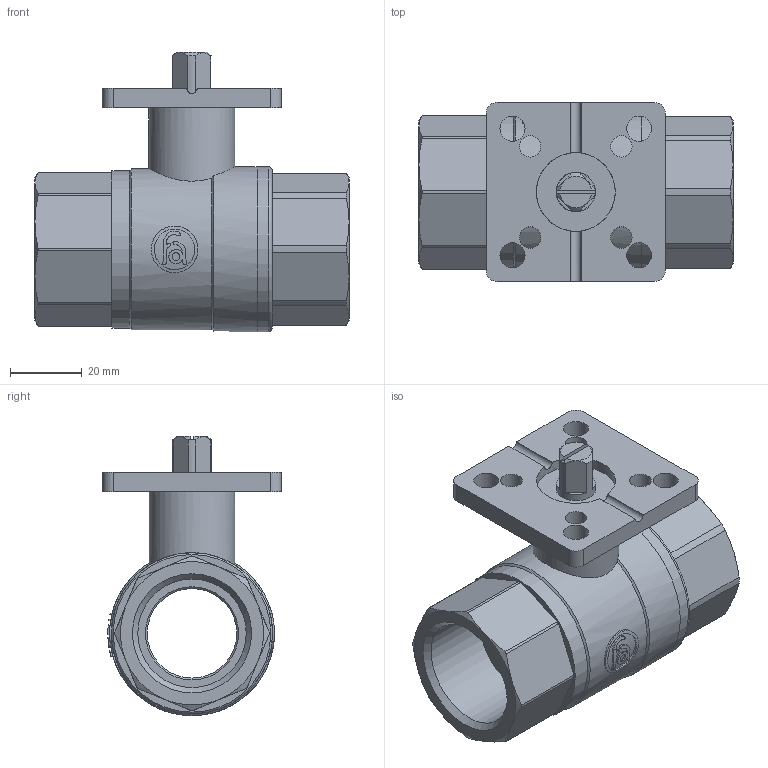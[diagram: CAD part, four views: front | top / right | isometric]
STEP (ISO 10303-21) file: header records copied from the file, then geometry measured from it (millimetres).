
FILE_DESCRIPTION(/* description */ ('Unknown'),/* implementation_level */ '2;1');
FILE_NAME(/* name */ '767-06',/* time_stamp */ '2023-06-07T12:19:46+02:00',/* author */ ('Unknown'),/* organization */ ('Unknown'),/* preprocessor_version */ 'ST-DEVELOPER v18.102',/* originating_system */ 'Solid Edge',/* authorisation */ 'Unknown');
FILE_SCHEMA (('AUTOMOTIVE_DESIGN {1 0 10303 214 3 1 1}'));
Length unit declared in the file: millimetre
Products named in the file (9): 2.110.025_(767-06); LA0162#11025; OR0072#V38; SE0164#025; RO0079#06; AT0042#33; OR0072#V21; LA0022#025; LA0161#025
Assembly tree (11 placements, depth 2):
  2.110.025_(767-06)
    LA0162#11025
    OR0072#V38  x2
    SE0164#025  x2
    RO0079#06
    AT0042#33
    OR0072#V21  x2
    LA0022#025
    LA0161#025
Bounding box: 87.7 x 50 x 78 mm (x, y, z)
Volume: 90452.4 mm3; surface area: 48700.7 mm2
Topology: 11 solids, 11 shells, 366 faces, 876 edges, 574 vertices
Faces by surface type: plane 184, cylinder 99, cone 30, bspline 27, torus 22, sphere 4
Full cylindrical faces by diameter (mm): 2.189 x1, 6 x4, 7 x4, 8.1 x2, 10.8 x1, 11 x3, 11.02 x1, 11.1 x1, 11.358 x1, 13 x1, 14.5 x2, 15.5 x1, 22 x2, 24 x1, 25 x5, 30.291 x2, 33.9 x2, 34.1 x1, 34.2 x1, 40.4 x1, 40.41 x1, 42 x1, 42.3 x1, 44 x1, 45 x1, 46 x2
Entity records: 14648 total; most frequent: CARTESIAN_POINT 4618, DIRECTION 1619, ORIENTED_EDGE 1488, EDGE_CURVE 744, AXIS2_PLACEMENT_3D 646, VERTEX_POINT 530, FACE_BOUND 508, EDGE_LOOP 506
